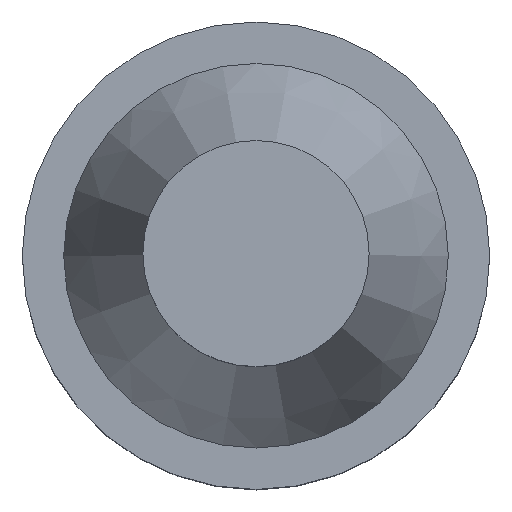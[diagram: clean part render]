
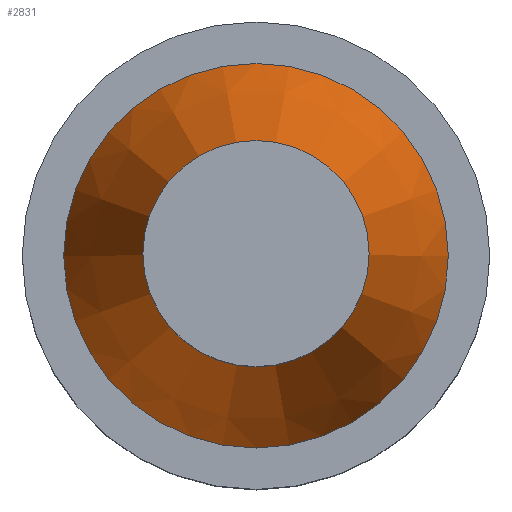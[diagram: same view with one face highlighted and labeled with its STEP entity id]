
A CAD part, top view. The second image highlights one B-rep face of the part: STEP entity #2831.
In plain terms, the highlighted conical face has half-angle 19.926 degrees and reference radius 5.5 mm.
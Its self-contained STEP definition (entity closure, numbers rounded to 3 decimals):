
#740=FACE_BOUND($,#1101,.T.);
#896=FACE_OUTER_BOUND($,#1100,.T.);
#1100=EDGE_LOOP($,(#2509));
#1101=EDGE_LOOP($,(#2510));
#1145=CIRCLE($,#2969,5.5);
#1146=CIRCLE($,#2971,12.75);
#1406=VERTEX_POINT($,#5060);
#1407=VERTEX_POINT($,#5063);
#1777=EDGE_CURVE($,#1406,#1406,#1145,.T.);
#1778=EDGE_CURVE($,#1407,#1407,#1146,.T.);
#2509=ORIENTED_EDGE($,*,*,#1777,.T.);
#2510=ORIENTED_EDGE($,*,*,#1778,.F.);
#2536=CONICAL_SURFACE($,#2970,5.5,19.926);
#2831=ADVANCED_FACE($,(#896,#740),#2536,.T.);
#2969=AXIS2_PLACEMENT_3D($,#5061,#3444,#3445);
#2970=AXIS2_PLACEMENT_3D($,#5062,#3446,#3447);
#2971=AXIS2_PLACEMENT_3D($,#5064,#3448,#3449);
#3444=DIRECTION('center_axis',(0.,0.,-1.));
#3445=DIRECTION('ref_axis',(-1.,0.,0.));
#3446=DIRECTION('center_axis',(0.,0.,-1.));
#3447=DIRECTION('ref_axis',(1.,0.,0.));
#3448=DIRECTION('center_axis',(0.,0.,-1.));
#3449=DIRECTION('ref_axis',(1.,0.,0.));
#5060=CARTESIAN_POINT('',(-5.5,0.,39.));
#5061=CARTESIAN_POINT('Origin',(0.,0.,39.));
#5062=CARTESIAN_POINT('Origin',(0.,0.,39.));
#5063=CARTESIAN_POINT('',(-12.75,0.,19.));
#5064=CARTESIAN_POINT('Origin',(0.,0.,19.));
